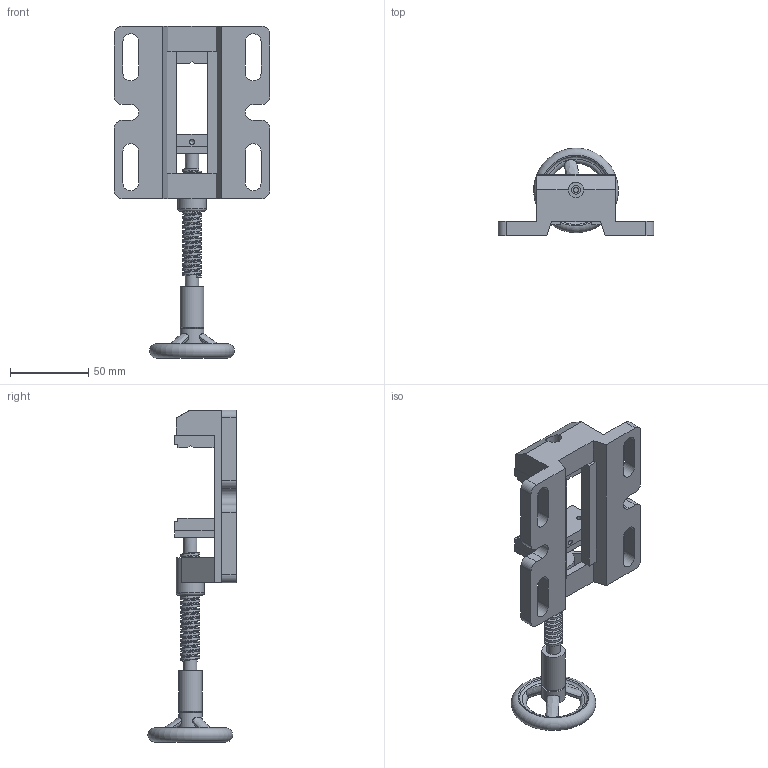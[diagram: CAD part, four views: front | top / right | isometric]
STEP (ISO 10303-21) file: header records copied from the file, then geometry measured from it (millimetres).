
FILE_DESCRIPTION( ( 'STEP AP214' ), '1' );
FILE_NAME( '3824_3336.stp', '2024-07-17T08:25:31', ( 'License CC BY-ND 4.0' ), ( 'CADENAS' ), ' ', 'PARTsolutions', ' ' );
FILE_SCHEMA( ( 'AUTOMOTIVE_DESIGN { 1 0 10303 214 1 1 1 1 }' ) );
Length unit declared in the file: millimetre
Products named in the file (7): 54785; Cut-Extrude4; Cut-Revolve1; M4 Tapped Hole1; Cut-Extrude1; Mirror1
Assembly tree (6 placements, depth 2):
  54785
    Cut-Extrude4
    Cut-Revolve1
    M4 Tapped Hole1
    Cut-Extrude1
    Mirror1
    Cut-Extrude1
Bounding box: 99 x 56.13 x 211.5 mm (x, y, z)
Volume: 144943 mm3; surface area: 57190 mm2
Topology: 6 solids, 6 shells, 201 faces, 624 edges, 433 vertices
Faces by surface type: plane 103, cylinder 69, bspline 12, cone 9, torus 8
Full cylindrical faces by diameter (mm): 3.3 x4, 4.5 x2, 5.5 x1, 7 x1, 8 x1, 8.5 x24, 9 x2, 9.5 x1, 10 x1, 15 x2, 18 x2
Entity records: 12994 total; most frequent: CARTESIAN_POINT 8099, ORIENTED_EDGE 1122, DIRECTION 843, EDGE_CURVE 561, VERTEX_POINT 429, AXIS2_PLACEMENT_3D 283, LINE 277, VECTOR 277
